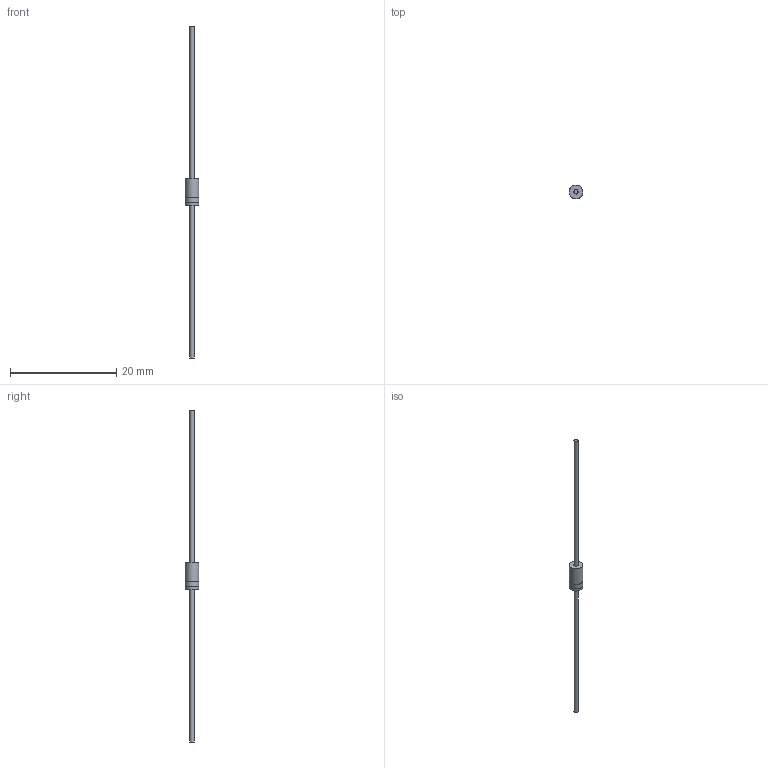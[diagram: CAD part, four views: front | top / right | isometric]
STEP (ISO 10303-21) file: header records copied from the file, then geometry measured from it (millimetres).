
FILE_DESCRIPTION(/* description */ (''),/* implementation_level */ '2;1');
FILE_NAME(/* name */ 'Do41.stp',/* time_stamp */ '2020-07-29T14:01:50+02:00',/* author */ (''),/* organization */ (''),/* preprocessor_version */ 'ST-DEVELOPER v14',/* originating_system */ 'SIEMENS PLM Software NX 8.0',/* authorisation */ '');
FILE_SCHEMA (('AUTOMOTIVE_DESIGN { 1 0 10303 214 3 1 1 1 }'));
Length unit declared in the file: millimetre
Products named in the file (1): 001003-02897_Body2
Bounding box: 2.6 x 2.6 x 62.5 mm (x, y, z)
Volume: 53.6 mm3; surface area: 210.1 mm2
Topology: 4 solids, 4 shells, 17 faces, 22 edges, 15 vertices
Faces by surface type: plane 10, cylinder 7
Full cylindrical faces by diameter (mm): 0.77 x2, 2.5 x1, 2.55 x1, 2.6 x3
Entity records: 449 total; most frequent: DIRECTION 64, CARTESIAN_POINT 51, AXIS2_PLACEMENT_3D 32, EDGE_LOOP 28, ORIENTED_EDGE 28, FACE_BOUND 22, PROPERTY_DEFINITION 21, PROPERTY_DEFINITION_REPRESENTATION 17
